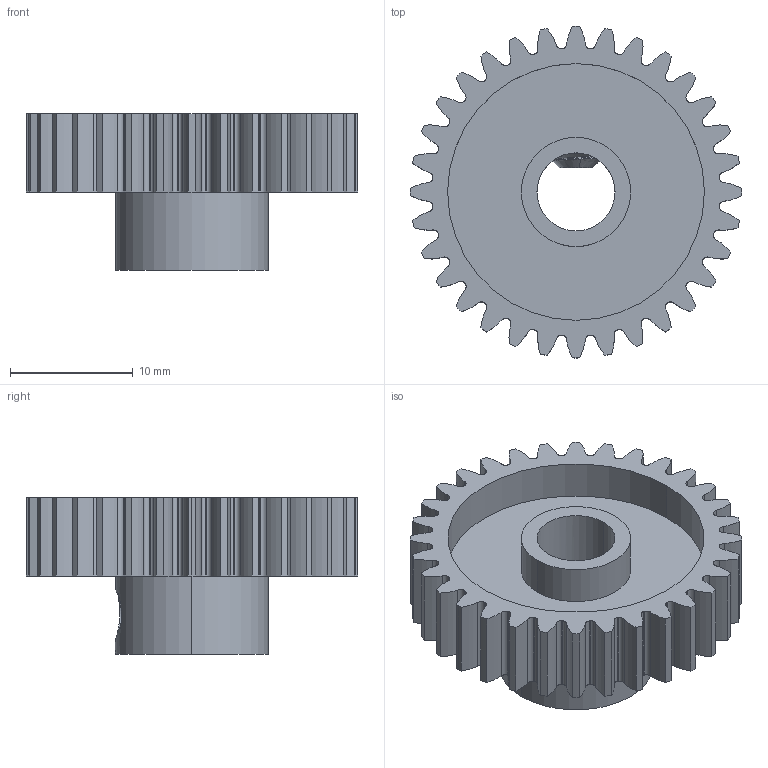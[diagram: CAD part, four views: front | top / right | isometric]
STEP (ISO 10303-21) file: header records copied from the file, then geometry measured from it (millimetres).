
FILE_DESCRIPTION (( 'STEP AP203' ), '1' );
FILE_NAME ('615254 assembly.STEP', '2016-10-04T20:24:37', ( '' ), ( '' ), 'SwSTEP 2.0', 'SolidWorks 2014', '' );
FILE_SCHEMA (( 'CONFIG_CONTROL_DESIGN' ));
Length unit declared in the file: inch
Products named in the file (3): 615254_Gear Blank; 632134_91375A436; 615254 assembly
Assembly tree (2 placements, depth 2):
  615254 assembly
    615254_Gear Blank
    632134_91375A436
Bounding box: 26.99 x 26.99 x 12.7 mm (x, y, z)
Volume: 2655.6 mm3; surface area: 2864.9 mm2
Topology: 2 solids, 2 shells, 343 faces, 988 edges, 649 vertices
Faces by surface type: bspline 140, cylinder 105, plane 82, cone 16
Entity records: 24070 total; most frequent: CARTESIAN_POINT 15861, ORIENTED_EDGE 1968, DIRECTION 1193, EDGE_CURVE 984, VERTEX_POINT 649, LINE 445, VECTOR 445, AXIS2_PLACEMENT_3D 374
